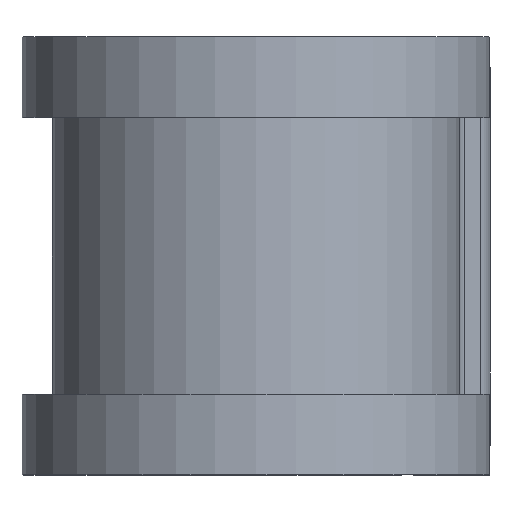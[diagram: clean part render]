
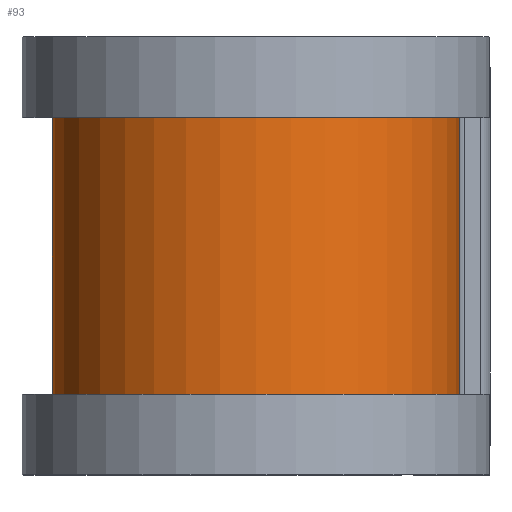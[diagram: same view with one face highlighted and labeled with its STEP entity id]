
A CAD part, top view. The second image highlights one B-rep face of the part: STEP entity #93.
In plain terms, the highlighted cylindrical face has radius 10.274 mm (diameter 20.549 mm), a partial arc.
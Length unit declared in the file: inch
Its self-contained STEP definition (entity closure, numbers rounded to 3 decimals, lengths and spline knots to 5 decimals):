
#93 = ADVANCED_FACE ( 'NONE', ( #1549 ), #207, .T. ) ;
#128 = CARTESIAN_POINT ( 'NONE',  ( 0., -0.275, -0.4045 ) ) ;
#136 = ORIENTED_EDGE ( 'NONE', *, *, #638, .T. ) ;
#207 = CYLINDRICAL_SURFACE ( 'NONE', #623, 0.4045 ) ;
#246 = DIRECTION ( 'NONE',  ( 0., -1., 0. ) ) ;
#376 = LINE ( 'NONE', #793, #529 ) ;
#386 = LINE ( 'NONE', #904, #778 ) ;
#426 = AXIS2_PLACEMENT_3D ( 'NONE', #1362, #436, #1226 ) ;
#436 = DIRECTION ( 'NONE',  ( 0., -1., 0. ) ) ;
#460 = VERTEX_POINT ( 'NONE', #1003 ) ;
#500 = DIRECTION ( 'NONE',  ( 0., 0., -1. ) ) ;
#517 = EDGE_CURVE ( 'NONE', #1531, #460, #986, .T. ) ;
#529 = VECTOR ( 'NONE', #1736, 39.37008 ) ;
#541 = CARTESIAN_POINT ( 'NONE',  ( 0.4045, 0.275, 0. ) ) ;
#606 = CARTESIAN_POINT ( 'NONE',  ( 0., 0.375, 0. ) ) ;
#611 = EDGE_CURVE ( 'NONE', #1531, #1589, #386, .T. ) ;
#614 = ORIENTED_EDGE ( 'NONE', *, *, #517, .T. ) ;
#623 = AXIS2_PLACEMENT_3D ( 'NONE', #606, #776, #500 ) ;
#638 = EDGE_CURVE ( 'NONE', #460, #742, #376, .T. ) ;
#640 = DIRECTION ( 'NONE',  ( 0., -1., 0. ) ) ;
#659 = CIRCLE ( 'NONE', #426, 0.4045 ) ;
#742 = VERTEX_POINT ( 'NONE', #128 ) ;
#776 = DIRECTION ( 'NONE',  ( 0., -1., 0. ) ) ;
#778 = VECTOR ( 'NONE', #246, 39.37008 ) ;
#788 = CARTESIAN_POINT ( 'NONE',  ( 0.4045, -0.275, 0. ) ) ;
#793 = CARTESIAN_POINT ( 'NONE',  ( 0., 0.375, -0.4045 ) ) ;
#904 = CARTESIAN_POINT ( 'NONE',  ( 0.4045, 0.375, 0. ) ) ;
#986 = CIRCLE ( 'NONE', #1636, 0.4045 ) ;
#1003 = CARTESIAN_POINT ( 'NONE',  ( 0., 0.275, -0.4045 ) ) ;
#1158 = ORIENTED_EDGE ( 'NONE', *, *, #1342, .F. ) ;
#1226 = DIRECTION ( 'NONE',  ( 0., 0., -1. ) ) ;
#1301 = EDGE_LOOP ( 'NONE', ( #1703, #614, #136, #1158 ) ) ;
#1342 = EDGE_CURVE ( 'NONE', #1589, #742, #659, .T. ) ;
#1362 = CARTESIAN_POINT ( 'NONE',  ( 0., -0.275, 0. ) ) ;
#1436 = CARTESIAN_POINT ( 'NONE',  ( 0., 0.275, 0. ) ) ;
#1531 = VERTEX_POINT ( 'NONE', #541 ) ;
#1549 = FACE_OUTER_BOUND ( 'NONE', #1301, .T. ) ;
#1571 = DIRECTION ( 'NONE',  ( 0., 0., -1. ) ) ;
#1589 = VERTEX_POINT ( 'NONE', #788 ) ;
#1636 = AXIS2_PLACEMENT_3D ( 'NONE', #1436, #640, #1571 ) ;
#1703 = ORIENTED_EDGE ( 'NONE', *, *, #611, .F. ) ;
#1736 = DIRECTION ( 'NONE',  ( 0., -1., 0. ) ) ;
